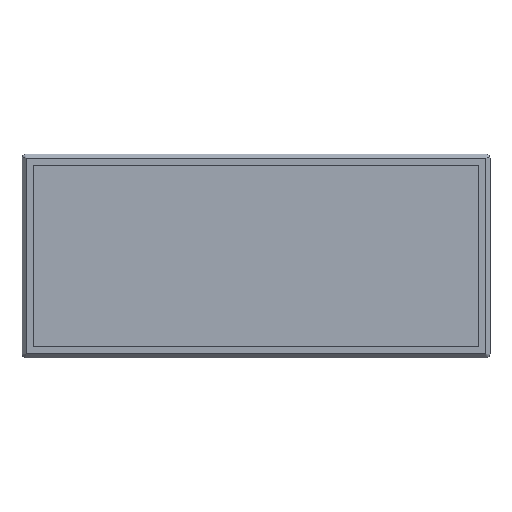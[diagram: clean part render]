
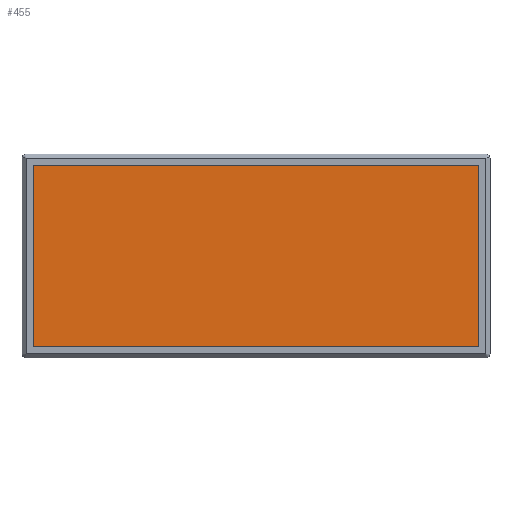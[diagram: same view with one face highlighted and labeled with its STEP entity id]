
A CAD part, top view. The second image highlights one B-rep face of the part: STEP entity #455.
In plain terms, the highlighted planar face has unit normal (0, 0, 1).
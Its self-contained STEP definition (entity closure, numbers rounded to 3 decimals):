
#59=FACE_OUTER_BOUND('',#89,.T.);
#89=EDGE_LOOP('',(#399,#400,#401,#402));
#134=LINE('',#725,#186);
#137=LINE('',#730,#189);
#139=LINE('',#734,#191);
#141=LINE('',#737,#193);
#186=VECTOR('',#597,10.);
#189=VECTOR('',#602,10.);
#191=VECTOR('',#606,10.);
#193=VECTOR('',#610,10.);
#227=VERTEX_POINT('',#723);
#228=VERTEX_POINT('',#724);
#229=VERTEX_POINT('',#729);
#230=VERTEX_POINT('',#733);
#282=EDGE_CURVE('',#227,#228,#134,.T.);
#285=EDGE_CURVE('',#229,#227,#137,.T.);
#287=EDGE_CURVE('',#228,#230,#139,.T.);
#289=EDGE_CURVE('',#230,#229,#141,.T.);
#399=ORIENTED_EDGE('',*,*,#285,.T.);
#400=ORIENTED_EDGE('',*,*,#282,.T.);
#401=ORIENTED_EDGE('',*,*,#287,.T.);
#402=ORIENTED_EDGE('',*,*,#289,.T.);
#428=PLANE('',#492);
#455=ADVANCED_FACE('',(#59),#428,.T.);
#492=AXIS2_PLACEMENT_3D('',#740,#614,#615);
#597=DIRECTION('',(0.,1.,0.));
#602=DIRECTION('',(1.,0.,0.));
#606=DIRECTION('',(-1.,0.,0.));
#610=DIRECTION('',(0.,-1.,0.));
#614=DIRECTION('center_axis',(0.,0.,1.));
#615=DIRECTION('ref_axis',(1.,0.,0.));
#723=CARTESIAN_POINT('',(352.147,-172.584,2.));
#724=CARTESIAN_POINT('',(352.147,-44.584,2.));
#725=CARTESIAN_POINT('',(352.147,-44.584,2.));
#729=CARTESIAN_POINT('',(37.147,-172.584,2.));
#730=CARTESIAN_POINT('',(352.147,-172.584,2.));
#733=CARTESIAN_POINT('',(37.147,-44.584,2.));
#734=CARTESIAN_POINT('',(37.147,-44.584,2.));
#737=CARTESIAN_POINT('',(37.147,-172.584,2.));
#740=CARTESIAN_POINT('Origin',(194.647,-108.584,2.));
